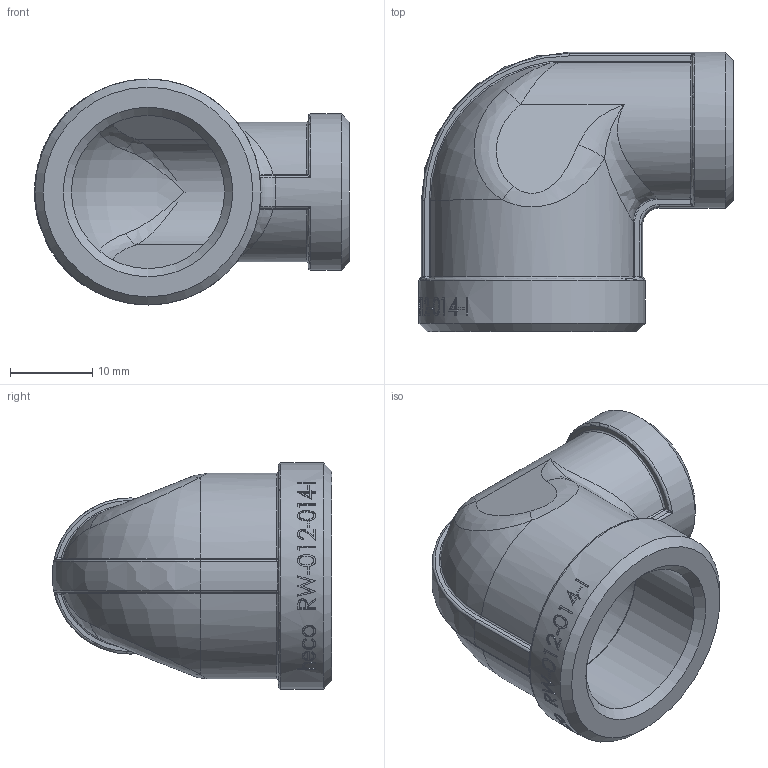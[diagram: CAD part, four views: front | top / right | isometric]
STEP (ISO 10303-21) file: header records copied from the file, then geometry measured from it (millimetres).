
FILE_DESCRIPTION (( 'STEP AP214' ), '1' );
FILE_NAME ('heco_RW-012-014-I.STEP', '2016-06-28T12:56:12', ( '' ), ( '' ), 'SwSTEP 2.0', 'SolidWorks 2011', '' );
FILE_SCHEMA (( 'AUTOMOTIVE_DESIGN' ));
Length unit declared in the file: millimetre
Products named in the file (1): heco_RW-012-014-I
Bounding box: 38.3 x 34 x 27.5 mm (x, y, z)
Volume: 7123.1 mm3; surface area: 6263.4 mm2
Topology: 1 solids, 1 shells, 295 faces, 732 edges, 449 vertices
Faces by surface type: bspline 121, plane 80, cylinder 58, torus 22, sphere 8, cone 6
Full cylindrical faces by diameter (mm): 11.445 x1, 13.8 x1, 18.631 x1, 19 x1, 21.8 x1, 27.5 x1
Entity records: 20281 total; most frequent: CARTESIAN_POINT 12572, ORIENTED_EDGE 1400, DIRECTION 872, EDGE_CURVE 700, VERTEX_POINT 444, B_SPLINE_CURVE_WITH_KNOTS 364, AXIS2_PLACEMENT_3D 361, EDGE_LOOP 334
